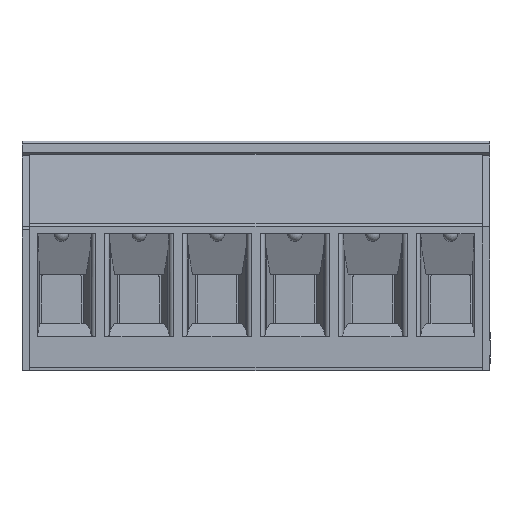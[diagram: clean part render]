
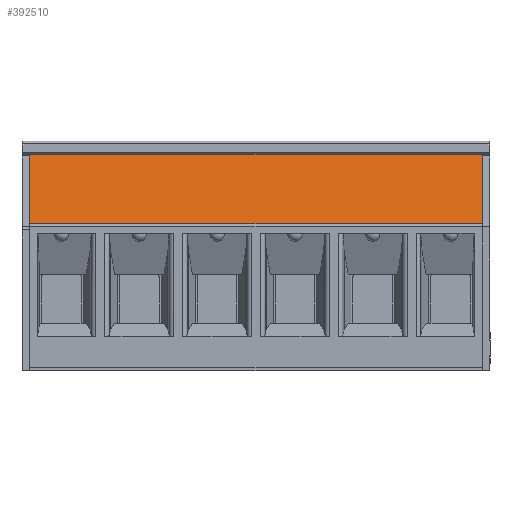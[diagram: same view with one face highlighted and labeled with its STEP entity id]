
A CAD part, front view. The second image highlights one B-rep face of the part: STEP entity #392510.
In plain terms, the highlighted face is planar.
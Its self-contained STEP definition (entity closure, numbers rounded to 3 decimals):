
#117980=CARTESIAN_POINT('',(-17.195,31.829,
56.46));
#117990=VERTEX_POINT('',#117980);
#118040=CARTESIAN_POINT('',(-15.903,24.505,
56.46));
#118050=DIRECTION('',(0.174,-0.985,0.));
#118060=VECTOR('',#118050,1.);
#118070=LINE('',#118040,#118060);
#118080=CARTESIAN_POINT('',(-16.392,27.278,
56.46));
#118090=VERTEX_POINT('',#118080);
#118100=EDGE_CURVE('',#117990,#118090,#118070,.T.);
#200130=CARTESIAN_POINT('',(-16.392,27.278,
26.96));
#200140=VERTEX_POINT('',#200130);
#200260=CARTESIAN_POINT('',(-16.392,27.278,
37.245));
#200270=DIRECTION('',(0.,0.,1.));
#200280=VECTOR('',#200270,1.);
#200290=LINE('',#200260,#200280);
#200300=EDGE_CURVE('',#200140,#118090,#200290,.T.);
#327240=CARTESIAN_POINT('',(-15.903,24.505,
26.96));
#327250=DIRECTION('',(0.174,-0.985,0.));
#327260=VECTOR('',#327250,1.);
#327270=LINE('',#327240,#327260);
#327280=CARTESIAN_POINT('',(-17.195,31.829,
26.96));
#327290=VERTEX_POINT('',#327280);
#327300=EDGE_CURVE('',#327290,#200140,#327270,.T.);
#391310=CARTESIAN_POINT('',(-17.195,31.829,
3.4));
#391320=DIRECTION('',(0.,0.,1.));
#391330=VECTOR('',#391320,1.);
#391340=LINE('',#391310,#391330);
#391350=EDGE_CURVE('',#327290,#117990,#391340,.T.);
#392400=CARTESIAN_POINT('',(-17.115,31.374,
46.175));
#392410=DIRECTION('',(0.985,0.174,0.));
#392420=DIRECTION('',(0.174,-0.985,0.));
#392430=AXIS2_PLACEMENT_3D('',#392400,#392410,#392420);
#392440=PLANE('',#392430);
#392450=ORIENTED_EDGE('',*,*,#118100,.T.);
#392460=ORIENTED_EDGE('',*,*,#391350,.T.);
#392470=ORIENTED_EDGE('',*,*,#327300,.F.);
#392480=ORIENTED_EDGE('',*,*,#200300,.F.);
#392490=EDGE_LOOP('',(#392480,#392470,#392460,#392450));
#392500=FACE_OUTER_BOUND('',#392490,.T.);
#392510=ADVANCED_FACE('',(#392500),#392440,.T.);
